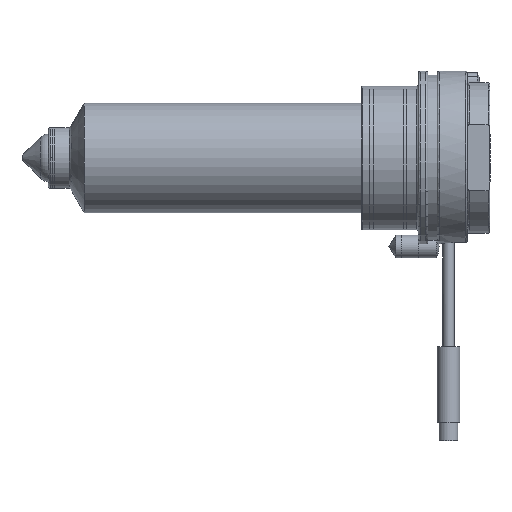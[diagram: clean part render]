
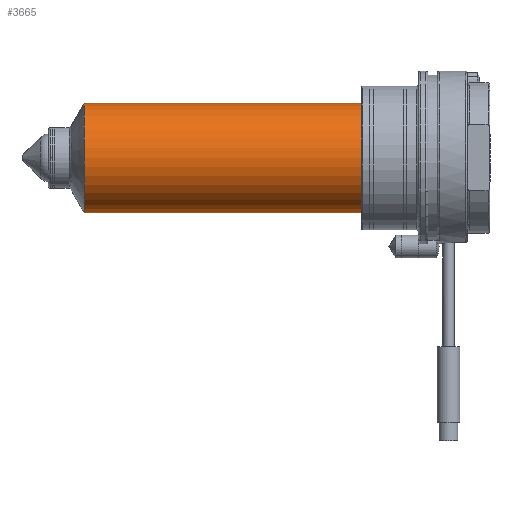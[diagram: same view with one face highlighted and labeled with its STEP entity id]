
A CAD part, top view. The second image highlights one B-rep face of the part: STEP entity #3665.
In plain terms, the highlighted cylindrical face has radius 14.5 mm (diameter 29 mm), a partial arc.
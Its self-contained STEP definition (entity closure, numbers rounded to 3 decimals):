
#300 = ORIENTED_EDGE ( 'NONE', *, *, #1358, .F. ) ;
#410 = CARTESIAN_POINT ( 'NONE',  ( 0., 0., 0. ) ) ;
#625 = AXIS2_PLACEMENT_3D ( 'NONE', #9404, #5128, #11557 ) ;
#907 = ORIENTED_EDGE ( 'NONE', *, *, #2343, .T. ) ;
#1358 = EDGE_CURVE ( 'NONE', #5084, #9744, #12819, .T. ) ;
#2133 = DIRECTION ( 'NONE',  ( -1., 0., 0. ) ) ;
#2343 = EDGE_CURVE ( 'NONE', #9573, #9744, #7348, .T. ) ;
#2471 = VERTEX_POINT ( 'NONE', #9987 ) ;
#3003 = DIRECTION ( 'NONE',  ( 0., 0., -1. ) ) ;
#3665 = ADVANCED_FACE ( 'NONE', ( #7832 ), #10771, .T. ) ;
#4134 = ORIENTED_EDGE ( 'NONE', *, *, #8360, .T. ) ;
#4484 = VECTOR ( 'NONE', #3003, 1000. ) ;
#4812 = DIRECTION ( 'NONE',  ( -1., 0., 0. ) ) ;
#5084 = VERTEX_POINT ( 'NONE', #8756 ) ;
#5087 = CARTESIAN_POINT ( 'NONE',  ( 14.5, 0., -16.464 ) ) ;
#5128 = DIRECTION ( 'NONE',  ( 0., 0., -1. ) ) ;
#6928 = DIRECTION ( 'NONE',  ( 0., 0., -1. ) ) ;
#7122 = LINE ( 'NONE', #9570, #9839 ) ;
#7348 = LINE ( 'NONE', #11645, #4484 ) ;
#7606 = CARTESIAN_POINT ( 'NONE',  ( 0., 0., -90. ) ) ;
#7832 = FACE_OUTER_BOUND ( 'NONE', #12914, .T. ) ;
#7989 = CARTESIAN_POINT ( 'NONE',  ( 14.5, 0., -90. ) ) ;
#8360 = EDGE_CURVE ( 'NONE', #2471, #9573, #13086, .T. ) ;
#8756 = CARTESIAN_POINT ( 'NONE',  ( -14.5, 0., -90. ) ) ;
#8878 = AXIS2_PLACEMENT_3D ( 'NONE', #7606, #11869, #2133 ) ;
#9404 = CARTESIAN_POINT ( 'NONE',  ( 0., 0., -16.464 ) ) ;
#9570 = CARTESIAN_POINT ( 'NONE',  ( -14.5, 0., 0. ) ) ;
#9573 = VERTEX_POINT ( 'NONE', #5087 ) ;
#9744 = VERTEX_POINT ( 'NONE', #7989 ) ;
#9839 = VECTOR ( 'NONE', #12840, 1000. ) ;
#9987 = CARTESIAN_POINT ( 'NONE',  ( -14.5, 0., -16.464 ) ) ;
#10103 = EDGE_CURVE ( 'NONE', #2471, #5084, #7122, .T. ) ;
#10333 = AXIS2_PLACEMENT_3D ( 'NONE', #410, #6928, #4812 ) ;
#10771 = CYLINDRICAL_SURFACE ( 'NONE', #10333, 14.5 ) ;
#11557 = DIRECTION ( 'NONE',  ( -1., 0., 0. ) ) ;
#11645 = CARTESIAN_POINT ( 'NONE',  ( 14.5, 0., 0. ) ) ;
#11869 = DIRECTION ( 'NONE',  ( 0., 0., -1. ) ) ;
#12210 = ORIENTED_EDGE ( 'NONE', *, *, #10103, .F. ) ;
#12819 = CIRCLE ( 'NONE', #8878, 14.5 ) ;
#12840 = DIRECTION ( 'NONE',  ( 0., 0., -1. ) ) ;
#12914 = EDGE_LOOP ( 'NONE', ( #4134, #907, #300, #12210 ) ) ;
#13086 = CIRCLE ( 'NONE', #625, 14.5 ) ;
